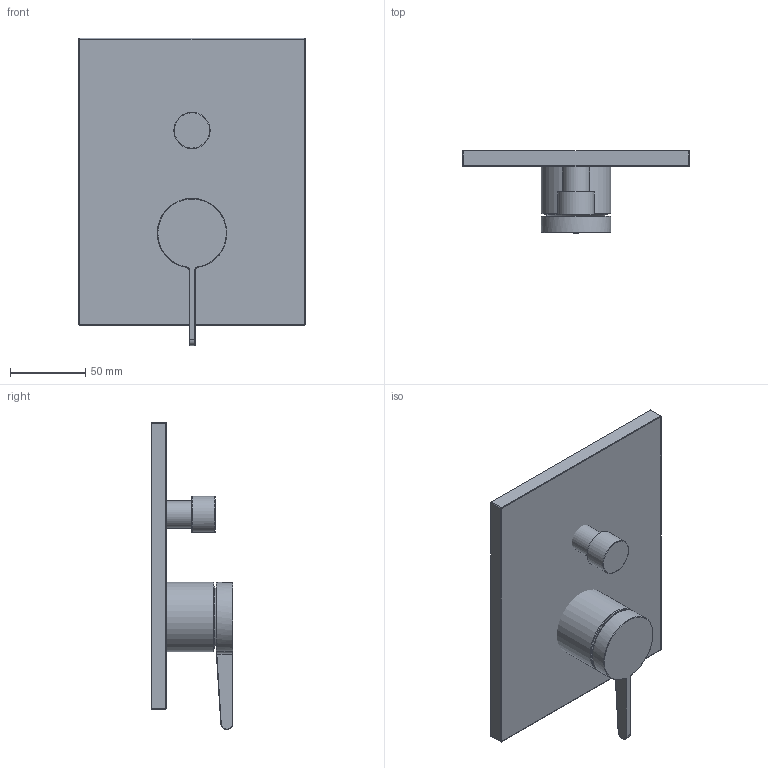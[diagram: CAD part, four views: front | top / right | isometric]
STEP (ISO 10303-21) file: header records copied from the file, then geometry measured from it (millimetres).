
FILE_DESCRIPTION(/* description */ (''),/* implementation_level */ '2;1');
FILE_NAME(/* name */ 'TVT127001000 fehler am Umsteller.step',/* time_stamp */ '2023-02-22T12:46:14+01:00',/* author */ (''),/* organization */ (''),/* preprocessor_version */ 'ST-DEVELOPER v19.2',/* originating_system */ 'Autodesk Translation Framework v11.17.0.187',/* authorisation */ '');
FILE_SCHEMA (('AUTOMOTIVE_DESIGN { 1 0 10303 214 3 1 1 }'));
Length unit declared in the file: millimetre
Products named in the file (10): (Nicht gespeichert); 8SJJS0201; 81T028306; 8ZG168053; 80D028306; 80P35VND2; 8J36X2A; 7MB028001_ASM; 80W028001; 8EM5X5
Assembly tree (9 placements, depth 3):
  (Nicht gespeichert)
    8SJJS0201
    81T028306
    8ZG168053
    80D028306
    80P35VND2
    8J36X2A
    7MB028001_ASM
      80W028001
    8EM5X5
Bounding box: 150 x 54.1 x 203.55 mm (x, y, z)
Volume: 319566.7 mm3; surface area: 94029.3 mm2
Topology: 8 solids, 8 shells, 157 faces, 342 edges, 210 vertices
Faces by surface type: plane 59, cylinder 53, torus 19, cone 11, bspline 9, sphere 6
Full cylindrical faces by diameter (mm): 4.2 x2, 5 x1, 8 x1, 18 x1, 21.2 x1, 24 x1, 35.5 x1, 35.8 x1, 37.5 x1, 40.5 x1, 41.2 x1, 41.5 x1, 42.5 x1, 43.6 x1, 46 x1
Entity records: 5773 total; most frequent: CARTESIAN_POINT 1986, DIRECTION 809, ORIENTED_EDGE 682, EDGE_CURVE 341, AXIS2_PLACEMENT_3D 326, VERTEX_POINT 210, EDGE_LOOP 175, FACE_OUTER_BOUND 157
